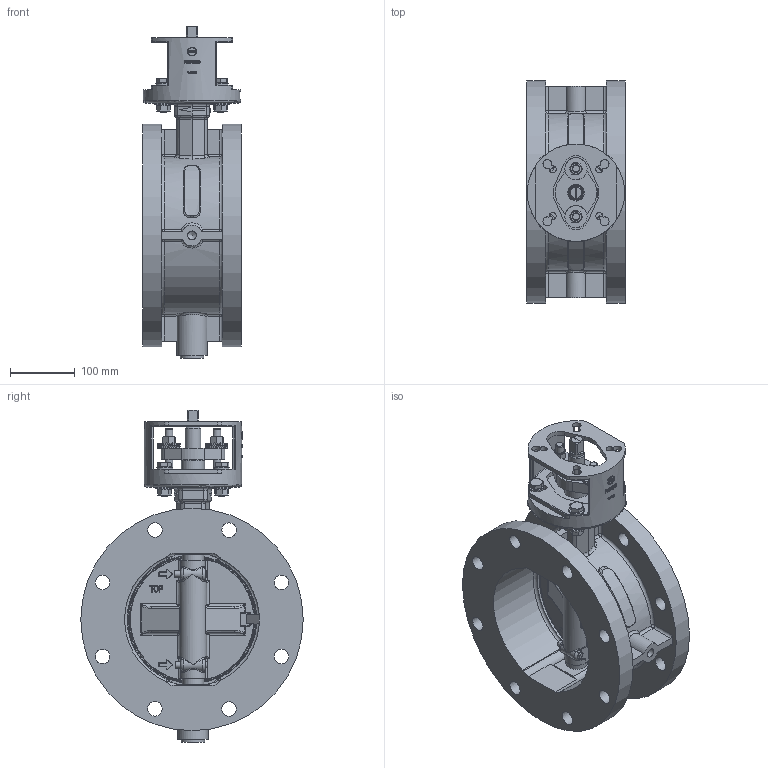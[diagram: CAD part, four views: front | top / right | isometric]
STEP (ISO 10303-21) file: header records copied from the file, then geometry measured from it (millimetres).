
FILE_DESCRIPTION(/* description */ (''),/* implementation_level */ '2;1');
FILE_NAME(/* name */ 'HP112 DN200 class150.stp',/* time_stamp */ '2018-11-27T14:31:46+01:00',/* author */ ('hellwig'),/* organization */ (''),/* preprocessor_version */ 'ST-DEVELOPER v16.5',/* originating_system */ 'Autodesk Inventor 2017',/* authorisation */ '');
FILE_SCHEMA (('CONFIG_CONTROL_DESIGN'));
Products named in the file (1): MD_M1583
Bounding box: 152 x 343 x 512 mm (x, y, z)
Volume: 12725.4 mm3; surface area: 920328.3 mm2
Topology: 22 solids, 25 shells, 1898 faces, 4725 edges, 2921 vertices
Faces by surface type: plane 671, cylinder 530, bspline 343, cone 173, torus 138, sphere 43
Full cylindrical faces by diameter (mm): 10 x26, 10.106 x2, 10.2 x2, 11.053 x4, 11.267 x2, 12 x14, 12.3 x12, 13 x6, 13.835 x2, 14 x4, 15 x4, 17.2 x4, 21.5 x1, 22.4 x16, 24 x6, 24.05 x2, 24.1 x1, 24.2 x4, 26 x1, 27.2 x1, 27.35 x2, 28 x5, 28.376 x2, 30 x1, 33.4 x2, 34 x12, 35.8 x1, 35.9 x1, 36 x3, 36.2 x1
Entity records: 103033 total; most frequent: CARTESIAN_POINT 59778, ORIENTED_EDGE 8426, DIRECTION 8160, EDGE_CURVE 4201, AXIS2_PLACEMENT_3D 3260, VERTEX_POINT 2779, EDGE_LOOP 2466, FACE_OUTER_BOUND 1898
